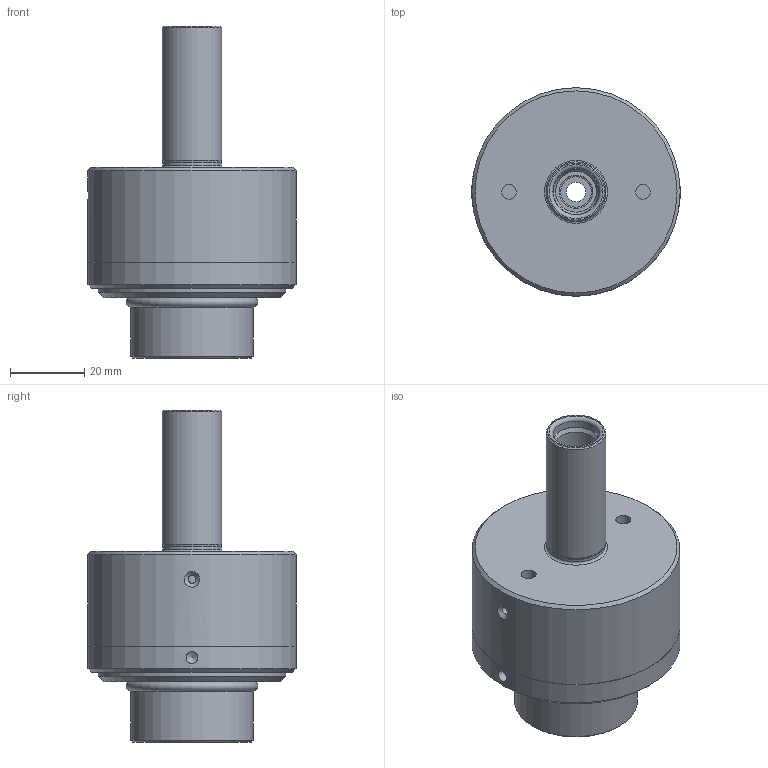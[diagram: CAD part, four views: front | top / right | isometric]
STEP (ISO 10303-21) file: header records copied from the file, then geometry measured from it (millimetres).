
FILE_DESCRIPTION(/* description */ (''),/* implementation_level */ '2;1');
FILE_NAME(/* name */ '261692003.stp',/* time_stamp */ '2021-04-27T16:00:29',/* author */ ('LRA'),/* organization */ ('REGO-FIX'),/* preprocessor_version */ ' Unknown',/* originating_system */ 'SIEMENS PLM Software Solid Edge ST10',/* authorization */ 'Unknown');
FILE_SCHEMA (('AUTOMOTIVE_DESIGN { 1 0 10303 214 2 1 1}'));
Length unit declared in the file: millimetre
Products named in the file (1): NOCUT
Bounding box: 56 x 56 x 89.2 mm (x, y, z)
Volume: 69829.6 mm3; surface area: 34407.4 mm2
Topology: 1 solids, 3 shells, 152 faces, 323 edges, 205 vertices
Faces by surface type: cone 48, cylinder 46, plane 36, torus 19, bspline 3
Full cylindrical faces by diameter (mm): 2.113 x1, 3.2 x2, 4 x12, 5.2 x2, 7.4 x1, 9 x2, 11 x1, 12 x1, 12.5 x2, 14 x1, 15.7 x1, 16 x1, 25 x1, 28.5 x1, 33 x3, 33.2 x1, 43.9 x1, 44.5 x1, 46 x1, 46.4 x1, 46.5 x1, 46.6 x1, 47 x1, 48 x1, 48.5 x1, 50.3 x1, 56 x2
Entity records: 5028 total; most frequent: CARTESIAN_POINT 1242, DIRECTION 610, ORIENTED_EDGE 334, FACE_BOUND 317, EDGE_LOOP 307, AXIS2_PLACEMENT_3D 304, VERTEX_POINT 170, EDGE_CURVE 167
